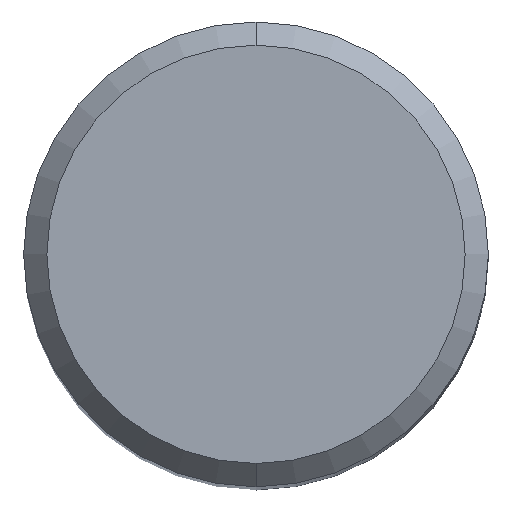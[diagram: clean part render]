
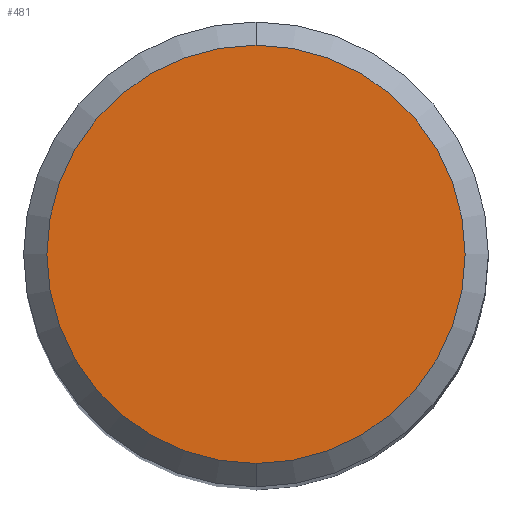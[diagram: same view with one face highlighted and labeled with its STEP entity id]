
A CAD part, top view. The second image highlights one B-rep face of the part: STEP entity #481.
In plain terms, the highlighted planar face has unit normal (0, 0, 1).
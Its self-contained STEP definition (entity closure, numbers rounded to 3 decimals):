
#223=VERTEX_POINT('',#583);
#261=EDGE_CURVE('',#495,#223,#623,.T.);
#477=EDGE_CURVE('',#223,#495,#867,.T.);
#481=ADVANCED_FACE('',(#871),#872,.T.);
#495=VERTEX_POINT('',#887);
#583=CARTESIAN_POINT('',(0.0,4.5,0.0));
#623=CIRCLE('',#1118,4.5);
#867=CIRCLE('',#1526,4.5);
#871=FACE_OUTER_BOUND('',#1530,.T.);
#872=PLANE('',#1531);
#887=CARTESIAN_POINT('',(0.,-4.5,0.0));
#1118=AXIS2_PLACEMENT_3D('',#1734,#1735,#1736);
#1526=AXIS2_PLACEMENT_3D('',#2041,#2042,#2043);
#1530=EDGE_LOOP('',(#2045,#2046));
#1531=AXIS2_PLACEMENT_3D('',#2047,#2048,#2049);
#1734=CARTESIAN_POINT('',(0.0,0.0,0.0));
#1735=DIRECTION('',(0.0,0.0,-1.0));
#1736=DIRECTION('',(0.0,1.0,0.0));
#2041=CARTESIAN_POINT('',(0.0,0.0,0.0));
#2042=DIRECTION('',(0.0,0.0,-1.0));
#2043=DIRECTION('',(0.0,1.0,0.0));
#2045=ORIENTED_EDGE('',*,*,#477,.F.);
#2046=ORIENTED_EDGE('',*,*,#261,.F.);
#2047=CARTESIAN_POINT('',(0.0,2.25,0.0));
#2048=DIRECTION('',(-0.0,0.0,1.0));
#2049=DIRECTION('',(0.0,-1.0,0.0));
